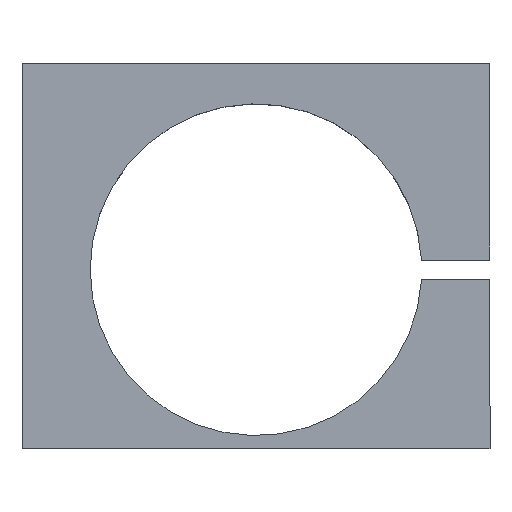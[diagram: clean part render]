
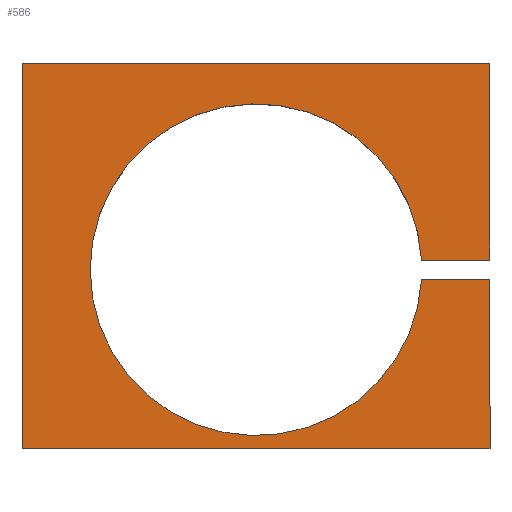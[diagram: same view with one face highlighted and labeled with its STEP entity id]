
A CAD part, top view. The second image highlights one B-rep face of the part: STEP entity #586.
In plain terms, the highlighted planar face has unit normal (0, 0, 1).
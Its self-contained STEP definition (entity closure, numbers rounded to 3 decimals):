
#3 = EDGE_LOOP ( 'NONE', ( #286, #125, #234, #21, #180, #136, #221, #474, #644 ) ) ;
#10 = EDGE_CURVE ( 'NONE', #589, #720, #129, .T. ) ;
#21 = ORIENTED_EDGE ( 'NONE', *, *, #307, .T. ) ;
#45 = LINE ( 'NONE', #356, #506 ) ;
#46 = CARTESIAN_POINT ( 'NONE',  ( 60.148, -3.5, 30. ) ) ;
#55 = CARTESIAN_POINT ( 'NONE',  ( 60.148, 3.5, 30. ) ) ;
#57 = DIRECTION ( 'NONE',  ( 1., 0., 0. ) ) ;
#70 = DIRECTION ( 'NONE',  ( 1., 0., 0. ) ) ;
#72 = AXIS2_PLACEMENT_3D ( 'NONE', #173, #591, #232 ) ;
#82 = VERTEX_POINT ( 'NONE', #656 ) ;
#120 = PLANE ( 'NONE',  #559 ) ;
#123 = EDGE_CURVE ( 'NONE', #627, #462, #45, .T. ) ;
#125 = ORIENTED_EDGE ( 'NONE', *, *, #230, .T. ) ;
#126 = CARTESIAN_POINT ( 'NONE',  ( -60.25, 0., 30. ) ) ;
#129 = LINE ( 'NONE', #706, #746 ) ;
#131 = CARTESIAN_POINT ( 'NONE',  ( 85., 75., 30. ) ) ;
#136 = ORIENTED_EDGE ( 'NONE', *, *, #594, .T. ) ;
#162 = EDGE_CURVE ( 'NONE', #761, #82, #669, .T. ) ;
#171 = VECTOR ( 'NONE', #420, 1000. ) ;
#173 = CARTESIAN_POINT ( 'NONE',  ( 0., 0., 30. ) ) ;
#180 = ORIENTED_EDGE ( 'NONE', *, *, #466, .T. ) ;
#183 = DIRECTION ( 'NONE',  ( 1., 0., 0. ) ) ;
#199 = CARTESIAN_POINT ( 'NONE',  ( -85., 75., 30. ) ) ;
#202 = VECTOR ( 'NONE', #679, 1000. ) ;
#210 = FACE_OUTER_BOUND ( 'NONE', #3, .T. ) ;
#221 = ORIENTED_EDGE ( 'NONE', *, *, #10, .T. ) ;
#230 = EDGE_CURVE ( 'NONE', #462, #761, #429, .T. ) ;
#232 = DIRECTION ( 'NONE',  ( 1., 0., 0. ) ) ;
#234 = ORIENTED_EDGE ( 'NONE', *, *, #162, .T. ) ;
#242 = EDGE_CURVE ( 'NONE', #693, #627, #571, .T. ) ;
#255 = VECTOR ( 'NONE', #489, 1000. ) ;
#286 = ORIENTED_EDGE ( 'NONE', *, *, #123, .T. ) ;
#288 = VECTOR ( 'NONE', #70, 1000. ) ;
#307 = EDGE_CURVE ( 'NONE', #82, #510, #367, .T. ) ;
#310 = AXIS2_PLACEMENT_3D ( 'NONE', #785, #413, #57 ) ;
#312 = CARTESIAN_POINT ( 'NONE',  ( 60.148, -3.5, 30. ) ) ;
#356 = CARTESIAN_POINT ( 'NONE',  ( -85., 75., 30. ) ) ;
#367 = LINE ( 'NONE', #312, #202 ) ;
#399 = CARTESIAN_POINT ( 'NONE',  ( 85., 75., 30. ) ) ;
#401 = CARTESIAN_POINT ( 'NONE',  ( -85., -65., 30. ) ) ;
#409 = EDGE_CURVE ( 'NONE', #720, #693, #758, .T. ) ;
#410 = CARTESIAN_POINT ( 'NONE',  ( 0., 0., 30. ) ) ;
#413 = DIRECTION ( 'NONE',  ( 0., 0., -1. ) ) ;
#420 = DIRECTION ( 'NONE',  ( 0., 1., 0. ) ) ;
#428 = CARTESIAN_POINT ( 'NONE',  ( -85., -65., 30. ) ) ;
#429 = LINE ( 'NONE', #428, #288 ) ;
#437 = CIRCLE ( 'NONE', #72, 60.25 ) ;
#454 = VECTOR ( 'NONE', #585, 1000. ) ;
#462 = VERTEX_POINT ( 'NONE', #401 ) ;
#466 = EDGE_CURVE ( 'NONE', #510, #626, #437, .T. ) ;
#474 = ORIENTED_EDGE ( 'NONE', *, *, #409, .T. ) ;
#489 = DIRECTION ( 'NONE',  ( -1., 0., 0. ) ) ;
#503 = CIRCLE ( 'NONE', #310, 60.25 ) ;
#506 = VECTOR ( 'NONE', #719, 1000. ) ;
#510 = VERTEX_POINT ( 'NONE', #46 ) ;
#544 = CARTESIAN_POINT ( 'NONE',  ( 85., -3.5, 30. ) ) ;
#548 = CARTESIAN_POINT ( 'NONE',  ( 85., 3.5, 30. ) ) ;
#559 = AXIS2_PLACEMENT_3D ( 'NONE', #410, #779, #183 ) ;
#571 = LINE ( 'NONE', #199, #255 ) ;
#585 = DIRECTION ( 'NONE',  ( 0., 1., 0. ) ) ;
#586 = ADVANCED_FACE ( 'NONE', ( #210 ), #120, .T. ) ;
#589 = VERTEX_POINT ( 'NONE', #55 ) ;
#591 = DIRECTION ( 'NONE',  ( 0., 0., -1. ) ) ;
#594 = EDGE_CURVE ( 'NONE', #626, #589, #503, .T. ) ;
#626 = VERTEX_POINT ( 'NONE', #126 ) ;
#627 = VERTEX_POINT ( 'NONE', #662 ) ;
#644 = ORIENTED_EDGE ( 'NONE', *, *, #242, .T. ) ;
#656 = CARTESIAN_POINT ( 'NONE',  ( 85., -3.5, 30. ) ) ;
#662 = CARTESIAN_POINT ( 'NONE',  ( -85., 75., 30. ) ) ;
#669 = LINE ( 'NONE', #544, #171 ) ;
#672 = CARTESIAN_POINT ( 'NONE',  ( 85., -65., 30. ) ) ;
#679 = DIRECTION ( 'NONE',  ( -1., 0., 0. ) ) ;
#693 = VERTEX_POINT ( 'NONE', #131 ) ;
#706 = CARTESIAN_POINT ( 'NONE',  ( 60.148, 3.5, 30. ) ) ;
#719 = DIRECTION ( 'NONE',  ( 0., -1., 0. ) ) ;
#720 = VERTEX_POINT ( 'NONE', #548 ) ;
#746 = VECTOR ( 'NONE', #776, 1000. ) ;
#758 = LINE ( 'NONE', #399, #454 ) ;
#761 = VERTEX_POINT ( 'NONE', #672 ) ;
#776 = DIRECTION ( 'NONE',  ( 1., 0., 0. ) ) ;
#779 = DIRECTION ( 'NONE',  ( 0., 0., 1. ) ) ;
#785 = CARTESIAN_POINT ( 'NONE',  ( 0., 0., 30. ) ) ;
